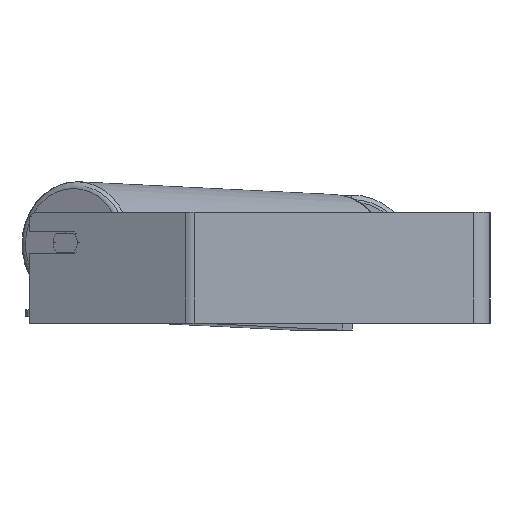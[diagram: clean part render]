
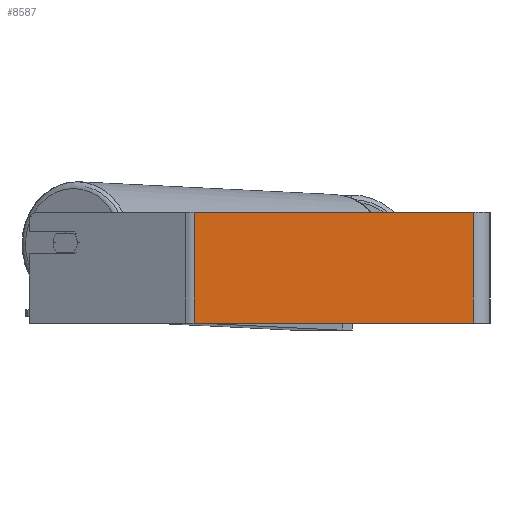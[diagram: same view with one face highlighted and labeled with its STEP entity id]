
A CAD part, left-side view. The second image highlights one B-rep face of the part: STEP entity #8587.
In plain terms, the highlighted planar face has unit normal (-1, 0, 0).
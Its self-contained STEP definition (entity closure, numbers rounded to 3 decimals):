
#55 = DIRECTION ( 'NONE',  ( 0., -1., 0. ) ) ;
#550 = VECTOR ( 'NONE', #4236, 1000. ) ;
#830 = LINE ( 'NONE', #5818, #5630 ) ;
#987 = DIRECTION ( 'NONE',  ( 1., 0., 0. ) ) ;
#1113 = CARTESIAN_POINT ( 'NONE',  ( -620., 213.448, -40. ) ) ;
#1555 = VERTEX_POINT ( 'NONE', #6004 ) ;
#1642 = DIRECTION ( 'NONE',  ( 0., 0., -1. ) ) ;
#2901 = CARTESIAN_POINT ( 'NONE',  ( -620., 216.663, 40. ) ) ;
#3085 = ORIENTED_EDGE ( 'NONE', *, *, #6711, .T. ) ;
#3278 = VECTOR ( 'NONE', #8230, 1000. ) ;
#3509 = LINE ( 'NONE', #6837, #5776 ) ;
#3677 = PLANE ( 'NONE',  #7564 ) ;
#3730 = FACE_OUTER_BOUND ( 'NONE', #4414, .T. ) ;
#4108 = CARTESIAN_POINT ( 'NONE',  ( -620., 213.448, 40. ) ) ;
#4236 = DIRECTION ( 'NONE',  ( 0., -1., 0. ) ) ;
#4414 = EDGE_LOOP ( 'NONE', ( #5077, #6280, #8883, #3085 ) ) ;
#5077 = ORIENTED_EDGE ( 'NONE', *, *, #8482, .T. ) ;
#5231 = VERTEX_POINT ( 'NONE', #1113 ) ;
#5491 = LINE ( 'NONE', #6302, #550 ) ;
#5630 = VECTOR ( 'NONE', #1642, 1000. ) ;
#5741 = EDGE_CURVE ( 'NONE', #8823, #1555, #3509, .T. ) ;
#5776 = VECTOR ( 'NONE', #55, 1000. ) ;
#5818 = CARTESIAN_POINT ( 'NONE',  ( -620., 213.448, 40. ) ) ;
#6004 = CARTESIAN_POINT ( 'NONE',  ( -620., 12., 40. ) ) ;
#6039 = CARTESIAN_POINT ( 'NONE',  ( -620., 12., -40. ) ) ;
#6280 = ORIENTED_EDGE ( 'NONE', *, *, #6593, .F. ) ;
#6302 = CARTESIAN_POINT ( 'NONE',  ( -620., 216.663, -40. ) ) ;
#6593 = EDGE_CURVE ( 'NONE', #1555, #7128, #6942, .T. ) ;
#6711 = EDGE_CURVE ( 'NONE', #8823, #5231, #830, .T. ) ;
#6837 = CARTESIAN_POINT ( 'NONE',  ( -620., 216.663, 40. ) ) ;
#6942 = LINE ( 'NONE', #7675, #3278 ) ;
#7128 = VERTEX_POINT ( 'NONE', #6039 ) ;
#7262 = DIRECTION ( 'NONE',  ( 0., 0., -1. ) ) ;
#7564 = AXIS2_PLACEMENT_3D ( 'NONE', #2901, #987, #7262 ) ;
#7675 = CARTESIAN_POINT ( 'NONE',  ( -620., 12., 40. ) ) ;
#8230 = DIRECTION ( 'NONE',  ( 0., 0., -1. ) ) ;
#8482 = EDGE_CURVE ( 'NONE', #5231, #7128, #5491, .T. ) ;
#8587 = ADVANCED_FACE ( 'NONE', ( #3730 ), #3677, .F. ) ;
#8823 = VERTEX_POINT ( 'NONE', #4108 ) ;
#8883 = ORIENTED_EDGE ( 'NONE', *, *, #5741, .F. ) ;
